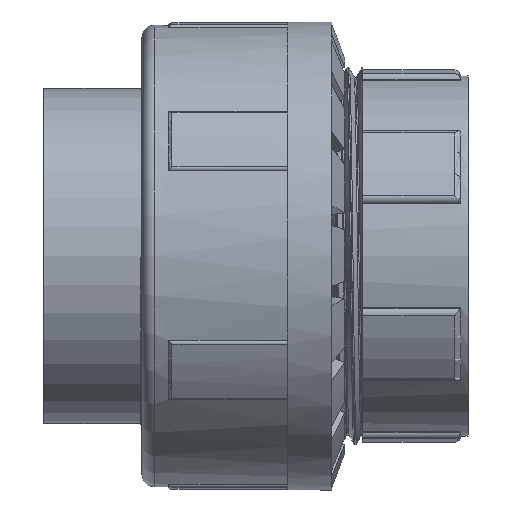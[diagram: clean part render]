
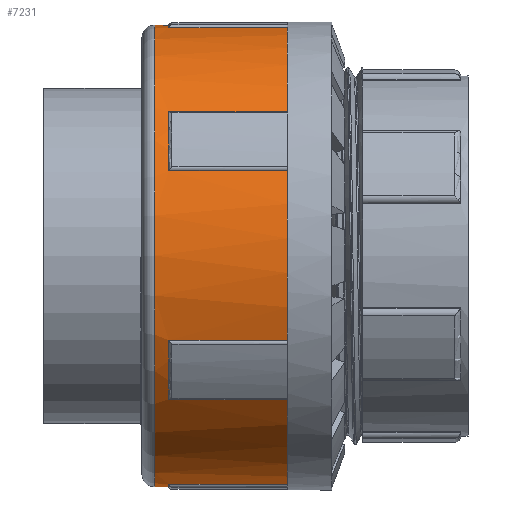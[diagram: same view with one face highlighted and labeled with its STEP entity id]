
A CAD part, top view. The second image highlights one B-rep face of the part: STEP entity #7231.
In plain terms, the highlighted cylindrical face has radius 36.5 mm (diameter 73 mm), a full revolution.
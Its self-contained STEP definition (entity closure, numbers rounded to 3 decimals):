
#82=CYLINDRICAL_SURFACE('',#7721,36.5);
#214=CIRCLE('',#7659,36.5);
#218=CIRCLE('',#7666,36.5);
#222=CIRCLE('',#7673,36.5);
#226=CIRCLE('',#7680,36.5);
#230=CIRCLE('',#7687,36.5);
#238=CIRCLE('',#7702,36.5);
#239=CIRCLE('',#7703,36.5);
#240=CIRCLE('',#7704,36.5);
#241=CIRCLE('',#7705,36.5);
#242=CIRCLE('',#7706,36.5);
#246=CIRCLE('',#7710,36.5);
#248=CIRCLE('',#7714,36.5);
#250=CIRCLE('',#7720,36.5);
#362=FACE_BOUND('',#1407,.T.);
#971=FACE_OUTER_BOUND('',#1406,.T.);
#1406=EDGE_LOOP('',(#6341,#6342,#6343,#6344,#6345,#6346,#6347,#6348,#6349,
#6350,#6351,#6352,#6353,#6354,#6355,#6356,#6357,#6358,#6359,#6360,#6361,
#6362,#6363,#6364));
#1407=EDGE_LOOP('',(#6365));
#2159=LINE('',#11783,#2834);
#2161=LINE('',#11806,#2836);
#2163=LINE('',#11826,#2838);
#2165=LINE('',#11849,#2840);
#2167=LINE('',#11869,#2842);
#2169=LINE('',#11892,#2844);
#2171=LINE('',#11912,#2846);
#2173=LINE('',#11935,#2848);
#2175=LINE('',#11955,#2850);
#2177=LINE('',#11978,#2852);
#2179=LINE('',#12021,#2854);
#2181=LINE('',#12041,#2856);
#2834=VECTOR('',#9101,10.);
#2836=VECTOR('',#9113,10.);
#2838=VECTOR('',#9119,10.);
#2840=VECTOR('',#9131,10.);
#2842=VECTOR('',#9137,10.);
#2844=VECTOR('',#9149,10.);
#2846=VECTOR('',#9155,10.);
#2848=VECTOR('',#9167,10.);
#2850=VECTOR('',#9173,10.);
#2852=VECTOR('',#9185,10.);
#2854=VECTOR('',#9231,10.);
#2856=VECTOR('',#9241,10.);
#3577=VERTEX_POINT('',#11766);
#3579=VERTEX_POINT('',#11770);
#3581=VERTEX_POINT('',#11787);
#3583=VERTEX_POINT('',#11804);
#3585=VERTEX_POINT('',#11809);
#3587=VERTEX_POINT('',#11813);
#3589=VERTEX_POINT('',#11830);
#3591=VERTEX_POINT('',#11847);
#3593=VERTEX_POINT('',#11852);
#3595=VERTEX_POINT('',#11856);
#3597=VERTEX_POINT('',#11873);
#3599=VERTEX_POINT('',#11890);
#3601=VERTEX_POINT('',#11895);
#3603=VERTEX_POINT('',#11899);
#3605=VERTEX_POINT('',#11916);
#3607=VERTEX_POINT('',#11933);
#3609=VERTEX_POINT('',#11938);
#3611=VERTEX_POINT('',#11942);
#3613=VERTEX_POINT('',#11959);
#3615=VERTEX_POINT('',#11976);
#3617=VERTEX_POINT('',#11996);
#3620=VERTEX_POINT('',#12002);
#3622=VERTEX_POINT('',#12008);
#3624=VERTEX_POINT('',#12025);
#3626=VERTEX_POINT('',#12047);
#4524=EDGE_CURVE('',#3577,#3579,#2159,.T.);
#4527=EDGE_CURVE('',#3579,#3581,#214,.T.);
#4530=EDGE_CURVE('',#3581,#3583,#2161,.T.);
#4534=EDGE_CURVE('',#3585,#3587,#2163,.T.);
#4537=EDGE_CURVE('',#3587,#3589,#218,.T.);
#4540=EDGE_CURVE('',#3589,#3591,#2165,.T.);
#4544=EDGE_CURVE('',#3593,#3595,#2167,.T.);
#4547=EDGE_CURVE('',#3595,#3597,#222,.T.);
#4550=EDGE_CURVE('',#3597,#3599,#2169,.T.);
#4554=EDGE_CURVE('',#3601,#3603,#2171,.T.);
#4557=EDGE_CURVE('',#3603,#3605,#226,.T.);
#4560=EDGE_CURVE('',#3605,#3607,#2173,.T.);
#4564=EDGE_CURVE('',#3609,#3611,#2175,.T.);
#4567=EDGE_CURVE('',#3611,#3613,#230,.T.);
#4570=EDGE_CURVE('',#3613,#3615,#2177,.T.);
#4577=EDGE_CURVE('',#3591,#3577,#238,.T.);
#4578=EDGE_CURVE('',#3599,#3585,#239,.T.);
#4579=EDGE_CURVE('',#3607,#3593,#240,.T.);
#4580=EDGE_CURVE('',#3615,#3601,#241,.T.);
#4581=EDGE_CURVE('',#3617,#3609,#242,.T.);
#4585=EDGE_CURVE('',#3583,#3620,#246,.T.);
#4588=EDGE_CURVE('',#3620,#3622,#2179,.T.);
#4591=EDGE_CURVE('',#3622,#3624,#248,.T.);
#4593=EDGE_CURVE('',#3624,#3617,#2181,.T.);
#4595=EDGE_CURVE('',#3626,#3626,#250,.T.);
#6341=ORIENTED_EDGE('',*,*,#4530,.T.);
#6342=ORIENTED_EDGE('',*,*,#4585,.T.);
#6343=ORIENTED_EDGE('',*,*,#4588,.T.);
#6344=ORIENTED_EDGE('',*,*,#4591,.T.);
#6345=ORIENTED_EDGE('',*,*,#4593,.T.);
#6346=ORIENTED_EDGE('',*,*,#4581,.T.);
#6347=ORIENTED_EDGE('',*,*,#4564,.T.);
#6348=ORIENTED_EDGE('',*,*,#4567,.T.);
#6349=ORIENTED_EDGE('',*,*,#4570,.T.);
#6350=ORIENTED_EDGE('',*,*,#4580,.T.);
#6351=ORIENTED_EDGE('',*,*,#4554,.T.);
#6352=ORIENTED_EDGE('',*,*,#4557,.T.);
#6353=ORIENTED_EDGE('',*,*,#4560,.T.);
#6354=ORIENTED_EDGE('',*,*,#4579,.T.);
#6355=ORIENTED_EDGE('',*,*,#4544,.T.);
#6356=ORIENTED_EDGE('',*,*,#4547,.T.);
#6357=ORIENTED_EDGE('',*,*,#4550,.T.);
#6358=ORIENTED_EDGE('',*,*,#4578,.T.);
#6359=ORIENTED_EDGE('',*,*,#4534,.T.);
#6360=ORIENTED_EDGE('',*,*,#4537,.T.);
#6361=ORIENTED_EDGE('',*,*,#4540,.T.);
#6362=ORIENTED_EDGE('',*,*,#4577,.T.);
#6363=ORIENTED_EDGE('',*,*,#4524,.T.);
#6364=ORIENTED_EDGE('',*,*,#4527,.T.);
#6365=ORIENTED_EDGE('',*,*,#4595,.F.);
#7231=ADVANCED_FACE('',(#971,#362),#82,.T.);
#7659=AXIS2_PLACEMENT_3D('',#11800,#9106,#9107);
#7666=AXIS2_PLACEMENT_3D('',#11843,#9124,#9125);
#7673=AXIS2_PLACEMENT_3D('',#11886,#9142,#9143);
#7680=AXIS2_PLACEMENT_3D('',#11929,#9160,#9161);
#7687=AXIS2_PLACEMENT_3D('',#11972,#9178,#9179);
#7702=AXIS2_PLACEMENT_3D('',#11992,#9210,#9211);
#7703=AXIS2_PLACEMENT_3D('',#11993,#9212,#9213);
#7704=AXIS2_PLACEMENT_3D('',#11994,#9214,#9215);
#7705=AXIS2_PLACEMENT_3D('',#11995,#9216,#9217);
#7706=AXIS2_PLACEMENT_3D('',#11997,#9218,#9219);
#7710=AXIS2_PLACEMENT_3D('',#12004,#9226,#9227);
#7714=AXIS2_PLACEMENT_3D('',#12038,#9236,#9237);
#7720=AXIS2_PLACEMENT_3D('',#12048,#9250,#9251);
#7721=AXIS2_PLACEMENT_3D('',#12049,#9252,#9253);
#9101=DIRECTION('',(-1.,0.,0.));
#9106=DIRECTION('center_axis',(-1.,0.,0.));
#9107=DIRECTION('ref_axis',(0.,-1.,0.));
#9113=DIRECTION('',(1.,0.,0.));
#9119=DIRECTION('',(-1.,0.,0.));
#9124=DIRECTION('center_axis',(-1.,0.,0.));
#9125=DIRECTION('ref_axis',(0.,-1.,0.));
#9131=DIRECTION('',(1.,0.,0.));
#9137=DIRECTION('',(-1.,0.,0.));
#9142=DIRECTION('center_axis',(-1.,0.,0.));
#9143=DIRECTION('ref_axis',(0.,-1.,0.));
#9149=DIRECTION('',(1.,0.,0.));
#9155=DIRECTION('',(-1.,0.,0.));
#9160=DIRECTION('center_axis',(-1.,0.,0.));
#9161=DIRECTION('ref_axis',(0.,-1.,0.));
#9167=DIRECTION('',(1.,0.,0.));
#9173=DIRECTION('',(-1.,0.,0.));
#9178=DIRECTION('center_axis',(-1.,0.,0.));
#9179=DIRECTION('ref_axis',(0.,-1.,0.));
#9185=DIRECTION('',(1.,0.,0.));
#9210=DIRECTION('center_axis',(-1.,0.,0.));
#9211=DIRECTION('ref_axis',(0.,-1.,0.));
#9212=DIRECTION('center_axis',(-1.,0.,0.));
#9213=DIRECTION('ref_axis',(0.,-1.,0.));
#9214=DIRECTION('center_axis',(-1.,0.,0.));
#9215=DIRECTION('ref_axis',(0.,-1.,0.));
#9216=DIRECTION('center_axis',(-1.,0.,0.));
#9217=DIRECTION('ref_axis',(0.,-1.,0.));
#9218=DIRECTION('center_axis',(-1.,0.,0.));
#9219=DIRECTION('ref_axis',(0.,-1.,0.));
#9226=DIRECTION('center_axis',(-1.,0.,0.));
#9227=DIRECTION('ref_axis',(0.,-1.,0.));
#9231=DIRECTION('',(-1.,0.,0.));
#9236=DIRECTION('center_axis',(-1.,0.,0.));
#9237=DIRECTION('ref_axis',(0.,-1.,0.));
#9241=DIRECTION('',(1.,0.,0.));
#9250=DIRECTION('center_axis',(-1.,0.,0.));
#9251=DIRECTION('ref_axis',(0.,1.,0.));
#9252=DIRECTION('center_axis',(-1.,0.,0.));
#9253=DIRECTION('ref_axis',(0.,-1.,0.));
#11766=CARTESIAN_POINT('',(23.,13.405,33.949));
#11770=CARTESIAN_POINT('',(4.25,13.405,33.949));
#11783=CARTESIAN_POINT('',(15.,13.405,33.949));
#11787=CARTESIAN_POINT('',(4.25,22.699,28.584));
#11800=CARTESIAN_POINT('Origin',(4.25,0.,0.));
#11804=CARTESIAN_POINT('',(23.,22.699,28.584));
#11806=CARTESIAN_POINT('',(15.,22.699,28.584));
#11809=CARTESIAN_POINT('',(23.,-22.699,28.584));
#11813=CARTESIAN_POINT('',(4.25,-22.699,28.584));
#11826=CARTESIAN_POINT('',(15.,-22.699,28.584));
#11830=CARTESIAN_POINT('',(4.25,-13.405,33.949));
#11843=CARTESIAN_POINT('Origin',(4.25,0.,0.));
#11847=CARTESIAN_POINT('',(23.,-13.405,33.949));
#11849=CARTESIAN_POINT('',(15.,-13.405,33.949));
#11852=CARTESIAN_POINT('',(23.,-36.103,-5.366));
#11856=CARTESIAN_POINT('',(4.25,-36.103,-5.366));
#11869=CARTESIAN_POINT('',(15.,-36.103,-5.366));
#11873=CARTESIAN_POINT('',(4.25,-36.103,5.366));
#11886=CARTESIAN_POINT('Origin',(4.25,0.,0.));
#11890=CARTESIAN_POINT('',(23.,-36.103,5.366));
#11892=CARTESIAN_POINT('',(15.,-36.103,5.366));
#11895=CARTESIAN_POINT('',(23.,-13.405,-33.949));
#11899=CARTESIAN_POINT('',(4.25,-13.405,-33.949));
#11912=CARTESIAN_POINT('',(15.,-13.405,-33.949));
#11916=CARTESIAN_POINT('',(4.25,-22.699,-28.584));
#11929=CARTESIAN_POINT('Origin',(4.25,0.,0.));
#11933=CARTESIAN_POINT('',(23.,-22.699,-28.584));
#11935=CARTESIAN_POINT('',(15.,-22.699,-28.584));
#11938=CARTESIAN_POINT('',(23.,22.699,-28.584));
#11942=CARTESIAN_POINT('',(4.25,22.699,-28.584));
#11955=CARTESIAN_POINT('',(15.,22.699,-28.584));
#11959=CARTESIAN_POINT('',(4.25,13.405,-33.949));
#11972=CARTESIAN_POINT('Origin',(4.25,0.,0.));
#11976=CARTESIAN_POINT('',(23.,13.405,-33.949));
#11978=CARTESIAN_POINT('',(15.,13.405,-33.949));
#11992=CARTESIAN_POINT('Origin',(23.,0.,0.));
#11993=CARTESIAN_POINT('Origin',(23.,0.,0.));
#11994=CARTESIAN_POINT('Origin',(23.,0.,0.));
#11995=CARTESIAN_POINT('Origin',(23.,0.,0.));
#11996=CARTESIAN_POINT('',(23.,36.103,-5.366));
#11997=CARTESIAN_POINT('Origin',(23.,0.,0.));
#12002=CARTESIAN_POINT('',(23.,36.103,5.366));
#12004=CARTESIAN_POINT('Origin',(23.,0.,0.));
#12008=CARTESIAN_POINT('',(4.25,36.103,5.366));
#12021=CARTESIAN_POINT('',(15.,36.103,5.366));
#12025=CARTESIAN_POINT('',(4.25,36.103,-5.366));
#12038=CARTESIAN_POINT('Origin',(4.25,0.,0.));
#12041=CARTESIAN_POINT('',(15.,36.103,-5.366));
#12047=CARTESIAN_POINT('',(2.,-36.5,0.));
#12048=CARTESIAN_POINT('Origin',(2.,0.,0.));
#12049=CARTESIAN_POINT('Origin',(15.,0.,0.));
